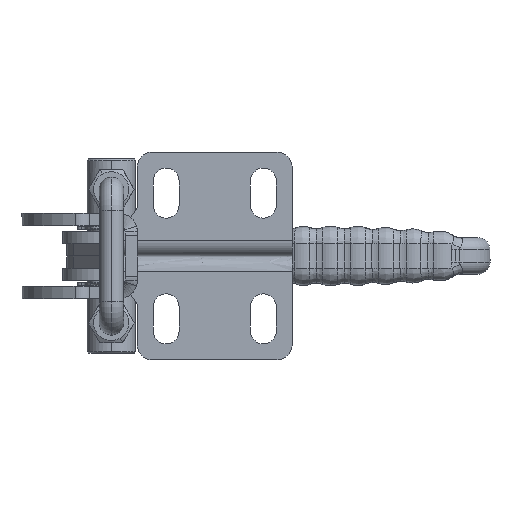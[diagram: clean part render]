
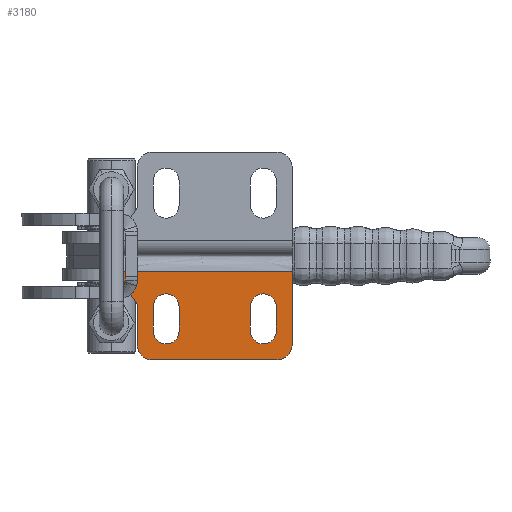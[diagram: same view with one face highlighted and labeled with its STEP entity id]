
A CAD part, front view. The second image highlights one B-rep face of the part: STEP entity #3180.
In plain terms, the highlighted free-form (B-spline) face has degree [1, 1] with [2, 2] control points.
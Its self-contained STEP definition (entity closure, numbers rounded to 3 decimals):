
#445=CARTESIAN_POINT('',(60.816,-26.78,-32.755));
#446=VERTEX_POINT('',#445);
#455=CARTESIAN_POINT('',(57.28,-26.78,-34.22));
#456=VERTEX_POINT('',#455);
#457=CARTESIAN_POINT('',(57.28,-26.78,-29.22));
#458=DIRECTION('',(0.,-1.0,0.));
#459=DIRECTION('',(0.707,0.,-0.707));
#460=AXIS2_PLACEMENT_3D('',#457,#458,#459);
#461=CIRCLE('',#460,5.);
#462=EDGE_CURVE('',#456,#446,#461,.T.);
#508=CARTESIAN_POINT('',(12.744,-26.78,-32.755));
#509=VERTEX_POINT('',#508);
#518=CARTESIAN_POINT('',(11.28,-26.78,-29.22));
#519=VERTEX_POINT('',#518);
#520=CARTESIAN_POINT('',(16.28,-26.78,-29.22));
#521=DIRECTION('',(0.,-1.0,0.));
#522=DIRECTION('',(-0.707,0.,-0.707));
#523=AXIS2_PLACEMENT_3D('',#520,#521,#522);
#524=CIRCLE('',#523,5.);
#525=EDGE_CURVE('',#519,#509,#524,.T.);
#571=CARTESIAN_POINT('',(11.187,-26.78,-15.945));
#572=VERTEX_POINT('',#571);
#581=CARTESIAN_POINT('',(10.918,-26.78,-15.399));
#582=VERTEX_POINT('',#581);
#583=CARTESIAN_POINT('',(9.28,-26.78,-16.546));
#584=DIRECTION('',(0.,1.,0.));
#585=DIRECTION('',(0.954,0.,0.301));
#586=AXIS2_PLACEMENT_3D('',#583,#584,#585);
#587=CIRCLE('',#586,2.0);
#588=EDGE_CURVE('',#582,#572,#587,.T.);
#1762=CARTESIAN_POINT('',(3.637,-26.78,-5.));
#1763=VERTEX_POINT('',#1762);
#2050=CARTESIAN_POINT('',(62.28,-26.78,-5.));
#2051=VERTEX_POINT('',#2050);
#2067=CARTESIAN_POINT('',(3.637,-26.78,-5.));
#2068=DIRECTION('',(1.0,0.0,0.0));
#2069=VECTOR('',#2068,58.643);
#2070=LINE('',#2067,#2069);
#2071=EDGE_CURVE('',#1763,#2051,#2070,.T.);
#2555=CARTESIAN_POINT('',(62.28,-26.78,-29.22));
#2556=VERTEX_POINT('',#2555);
#2557=CARTESIAN_POINT('',(62.28,-26.78,-5.));
#2558=DIRECTION('',(0.0,0.0,-1.0));
#2559=VECTOR('',#2558,24.22);
#2560=LINE('',#2557,#2559);
#2561=EDGE_CURVE('',#2051,#2556,#2560,.T.);
#2578=CARTESIAN_POINT('',(11.28,-26.78,-16.546));
#2579=VERTEX_POINT('',#2578);
#2580=CARTESIAN_POINT('',(11.28,-26.78,-29.22));
#2581=DIRECTION('',(0.0,0.0,1.0));
#2582=VECTOR('',#2581,12.674);
#2583=LINE('',#2580,#2582);
#2584=EDGE_CURVE('',#519,#2579,#2583,.T.);
#2638=CARTESIAN_POINT('',(9.28,-26.78,-16.546));
#2639=DIRECTION('',(0.,1.,0.));
#2640=DIRECTION('',(0.954,0.,0.301));
#2641=AXIS2_PLACEMENT_3D('',#2638,#2639,#2640);
#2642=CIRCLE('',#2641,2.0);
#2643=EDGE_CURVE('',#572,#2579,#2642,.T.);
#2684=CARTESIAN_POINT('',(16.28,-26.78,-34.22));
#2685=VERTEX_POINT('',#2684);
#2692=CARTESIAN_POINT('',(16.28,-26.78,-29.22));
#2693=DIRECTION('',(0.,-1.0,0.));
#2694=DIRECTION('',(-0.707,0.,-0.707));
#2695=AXIS2_PLACEMENT_3D('',#2692,#2693,#2694);
#2696=CIRCLE('',#2695,5.);
#2697=EDGE_CURVE('',#509,#2685,#2696,.T.);
#2708=CARTESIAN_POINT('',(57.28,-26.78,-34.22));
#2709=DIRECTION('',(-1.0,0.0,0.0));
#2710=VECTOR('',#2709,41.);
#2711=LINE('',#2708,#2710);
#2712=EDGE_CURVE('',#456,#2685,#2711,.T.);
#2759=CARTESIAN_POINT('',(57.28,-26.78,-29.22));
#2760=DIRECTION('',(0.,-1.0,0.));
#2761=DIRECTION('',(0.707,0.,-0.707));
#2762=AXIS2_PLACEMENT_3D('',#2759,#2760,#2761);
#2763=CIRCLE('',#2762,5.);
#2764=EDGE_CURVE('',#446,#2556,#2763,.T.);
#2774=CARTESIAN_POINT('',(48.53,-26.78,-16.72));
#2775=VERTEX_POINT('',#2774);
#2776=CARTESIAN_POINT('',(48.53,-26.78,-24.72));
#2777=VERTEX_POINT('',#2776);
#2778=CARTESIAN_POINT('',(48.53,-26.78,-16.72));
#2779=DIRECTION('',(0.0,0.0,-1.0));
#2780=VECTOR('',#2779,8.);
#2781=LINE('',#2778,#2780);
#2782=EDGE_CURVE('',#2775,#2777,#2781,.T.);
#2835=CARTESIAN_POINT('',(57.03,-26.78,-16.72));
#2836=VERTEX_POINT('',#2835);
#2837=CARTESIAN_POINT('',(52.78,-26.78,-16.72));
#2838=DIRECTION('',(0.0,-1.0,0.0));
#2839=DIRECTION('',(1.0,0.0,0.0));
#2840=AXIS2_PLACEMENT_3D('',#2837,#2838,#2839);
#2841=CIRCLE('',#2840,4.25);
#2842=EDGE_CURVE('',#2836,#2775,#2841,.T.);
#2868=CARTESIAN_POINT('',(57.03,-26.78,-24.72));
#2869=VERTEX_POINT('',#2868);
#2870=CARTESIAN_POINT('',(57.03,-26.78,-24.72));
#2871=DIRECTION('',(0.0,0.0,1.0));
#2872=VECTOR('',#2871,8.);
#2873=LINE('',#2870,#2872);
#2874=EDGE_CURVE('',#2869,#2836,#2873,.T.);
#2920=CARTESIAN_POINT('',(52.78,-26.78,-24.72));
#2921=DIRECTION('',(0.0,-1.0,0.0));
#2922=DIRECTION('',(-1.0,0.0,0.0));
#2923=AXIS2_PLACEMENT_3D('',#2920,#2921,#2922);
#2924=CIRCLE('',#2923,4.25);
#2925=EDGE_CURVE('',#2777,#2869,#2924,.T.);
#2944=CARTESIAN_POINT('',(16.53,-26.78,-16.72));
#2945=VERTEX_POINT('',#2944);
#2946=CARTESIAN_POINT('',(16.53,-26.78,-24.72));
#2947=VERTEX_POINT('',#2946);
#2948=CARTESIAN_POINT('',(16.53,-26.78,-16.72));
#2949=DIRECTION('',(0.0,0.0,-1.0));
#2950=VECTOR('',#2949,8.);
#2951=LINE('',#2948,#2950);
#2952=EDGE_CURVE('',#2945,#2947,#2951,.T.);
#3005=CARTESIAN_POINT('',(25.03,-26.78,-16.72));
#3006=VERTEX_POINT('',#3005);
#3007=CARTESIAN_POINT('',(20.78,-26.78,-16.72));
#3008=DIRECTION('',(0.0,-1.0,0.0));
#3009=DIRECTION('',(1.0,0.0,0.0));
#3010=AXIS2_PLACEMENT_3D('',#3007,#3008,#3009);
#3011=CIRCLE('',#3010,4.25);
#3012=EDGE_CURVE('',#3006,#2945,#3011,.T.);
#3038=CARTESIAN_POINT('',(25.03,-26.78,-24.72));
#3039=VERTEX_POINT('',#3038);
#3040=CARTESIAN_POINT('',(25.03,-26.78,-24.72));
#3041=DIRECTION('',(0.0,0.0,1.0));
#3042=VECTOR('',#3041,8.);
#3043=LINE('',#3040,#3042);
#3044=EDGE_CURVE('',#3039,#3006,#3043,.T.);
#3090=CARTESIAN_POINT('',(20.78,-26.78,-24.72));
#3091=DIRECTION('',(0.0,-1.0,0.0));
#3092=DIRECTION('',(-1.0,0.0,0.0));
#3093=AXIS2_PLACEMENT_3D('',#3090,#3091,#3092);
#3094=CIRCLE('',#3093,4.25);
#3095=EDGE_CURVE('',#2947,#3039,#3094,.T.);
#3145=CARTESIAN_POINT('',(3.637,-26.78,-5.));
#3146=CARTESIAN_POINT('',(62.28,-26.78,-5.));
#3147=CARTESIAN_POINT('',(3.637,-26.78,-34.22));
#3148=CARTESIAN_POINT('',(62.28,-26.78,-34.22));
#3149=B_SPLINE_SURFACE_WITH_KNOTS('',1,1,((#3145,#3147),(#3146,#3148)),.UNSPECIFIED.,.F.,.F.,.U.,(2,2),(2,2),(0.0,58.643),(0.0,29.22),.UNSPECIFIED.);
#3150=ORIENTED_EDGE('',*,*,#2071,.F.);
#3151=CARTESIAN_POINT('',(10.918,-26.78,-15.399));
#3152=DIRECTION('',(-0.574,0.,0.819));
#3153=VECTOR('',#3152,12.695);
#3154=LINE('',#3151,#3153);
#3155=EDGE_CURVE('',#582,#1763,#3154,.T.);
#3156=ORIENTED_EDGE('',*,*,#3155,.F.);
#3157=ORIENTED_EDGE('',*,*,#588,.T.);
#3158=ORIENTED_EDGE('',*,*,#2643,.T.);
#3159=ORIENTED_EDGE('',*,*,#2584,.F.);
#3160=ORIENTED_EDGE('',*,*,#525,.T.);
#3161=ORIENTED_EDGE('',*,*,#2697,.T.);
#3162=ORIENTED_EDGE('',*,*,#2712,.F.);
#3163=ORIENTED_EDGE('',*,*,#462,.T.);
#3164=ORIENTED_EDGE('',*,*,#2764,.T.);
#3165=ORIENTED_EDGE('',*,*,#2561,.F.);
#3166=EDGE_LOOP('',(#3150,#3156,#3157,#3158,#3159,#3160,#3161,#3162,#3163,#3164,#3165));
#3167=FACE_OUTER_BOUND('',#3166,.T.);
#3168=ORIENTED_EDGE('',*,*,#2925,.F.);
#3169=ORIENTED_EDGE('',*,*,#2782,.F.);
#3170=ORIENTED_EDGE('',*,*,#2842,.F.);
#3171=ORIENTED_EDGE('',*,*,#2874,.F.);
#3172=EDGE_LOOP('',(#3168,#3169,#3170,#3171));
#3173=FACE_BOUND('',#3172,.T.);
#3174=ORIENTED_EDGE('',*,*,#3095,.F.);
#3175=ORIENTED_EDGE('',*,*,#2952,.F.);
#3176=ORIENTED_EDGE('',*,*,#3012,.F.);
#3177=ORIENTED_EDGE('',*,*,#3044,.F.);
#3178=EDGE_LOOP('',(#3174,#3175,#3176,#3177));
#3179=FACE_BOUND('',#3178,.T.);
#3180=ADVANCED_FACE('',(#3167,#3173,#3179),#3149,.F.);
